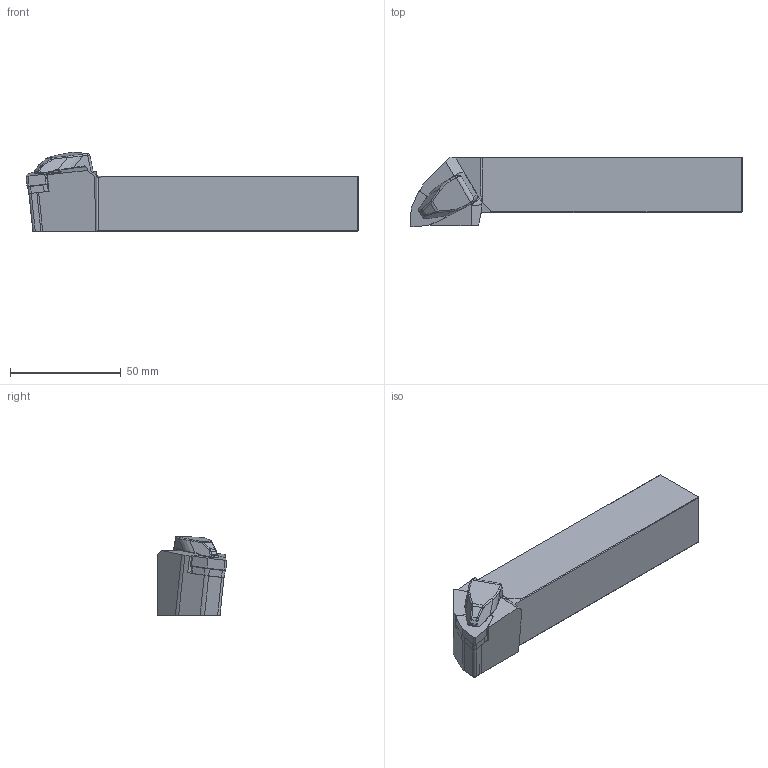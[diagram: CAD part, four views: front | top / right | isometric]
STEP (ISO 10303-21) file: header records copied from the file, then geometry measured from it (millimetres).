
FILE_DESCRIPTION(/* description */ (''),/* implementation_level */ '2;1');
FILE_NAME(/* name */ 'TWLNR-2525-M08.stp',/* time_stamp */ '2023-12-20T09:38:33+03:00',/* author */ (''),/* organization */ (''),/* preprocessor_version */ 'ST-DEVELOPER v19.4',/* originating_system */ 'SIEMENS PLM Software NX2306.3001',/* authorisation */ '');
FILE_SCHEMA (('AUTOMOTIVE_DESIGN { 1 0 10303 214 3 1 1 1 }'));
Length unit declared in the file: millimetre
Products named in the file (1): model1_objects
Bounding box: 150 x 31.5 x 35.81 mm (x, y, z)
Volume: 95429.7 mm3; surface area: 17737.2 mm2
Topology: 2 solids, 3 shells, 182 faces, 443 edges, 263 vertices
Faces by surface type: plane 88, cylinder 57, bspline 27, sphere 4, cone 4, torus 2
Full cylindrical faces by diameter (mm): 4.4 x1, 6.4 x1
Entity records: 6981 total; most frequent: CARTESIAN_POINT 1543, ORIENTED_EDGE 862, DIRECTION 859, EDGE_CURVE 431, AXIS2_PLACEMENT_3D 302, VERTEX_POINT 262, LINE 255, VECTOR 255
